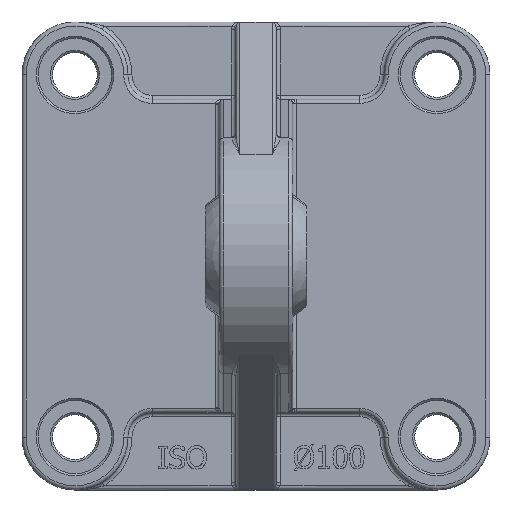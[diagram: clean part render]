
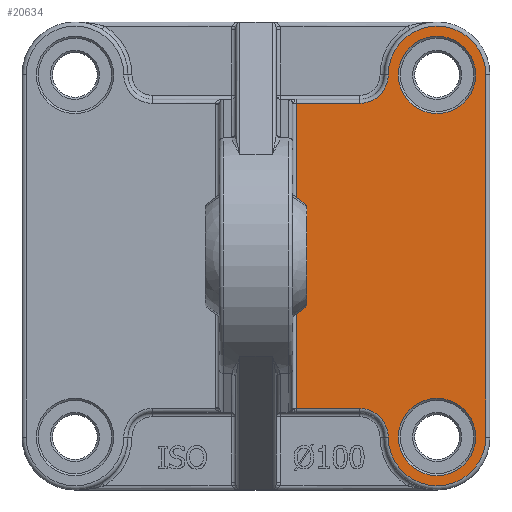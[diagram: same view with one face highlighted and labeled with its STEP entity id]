
A CAD part, top view. The second image highlights one B-rep face of the part: STEP entity #20634.
In plain terms, the highlighted planar face has unit normal (0, 0, 1).
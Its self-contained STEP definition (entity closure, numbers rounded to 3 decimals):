
#8010=CARTESIAN_POINT('',(10.,37.5,14.));
#8011=VERTEX_POINT('',#8010);
#8066=CARTESIAN_POINT('',(10.0,-37.5,14.));
#8067=VERTEX_POINT('',#8066);
#8075=CARTESIAN_POINT('',(10.0,-37.5,14.));
#8076=DIRECTION('',(0.0,1.0,0.0));
#8077=VECTOR('',#8076,75.);
#8078=LINE('',#8075,#8077);
#8079=EDGE_CURVE('',#8067,#8011,#8078,.T.);
#8230=CARTESIAN_POINT('',(25.5,-37.5,14.));
#8231=VERTEX_POINT('',#8230);
#8239=CARTESIAN_POINT('',(25.5,-37.5,14.));
#8240=DIRECTION('',(-1.0,0.0,0.0));
#8241=VECTOR('',#8240,15.5);
#8242=LINE('',#8239,#8241);
#8243=EDGE_CURVE('',#8231,#8067,#8242,.T.);
#8255=CARTESIAN_POINT('',(32.5,-44.5,14.));
#8256=VERTEX_POINT('',#8255);
#8264=CARTESIAN_POINT('',(25.5,-44.5,14.));
#8265=DIRECTION('',(0.0,0.0,1.0));
#8266=DIRECTION('',(0.707,0.707,0.0));
#8267=AXIS2_PLACEMENT_3D('',#8264,#8265,#8266);
#8268=CIRCLE('',#8267,7.0);
#8269=EDGE_CURVE('',#8256,#8231,#8268,.T.);
#8289=CARTESIAN_POINT('',(56.5,-44.5,14.));
#8290=VERTEX_POINT('',#8289);
#8298=CARTESIAN_POINT('',(44.5,-44.5,14.));
#8299=DIRECTION('',(0.0,0.0,-1.0));
#8300=DIRECTION('',(0.0,-1.0,0.0));
#8301=AXIS2_PLACEMENT_3D('',#8298,#8299,#8300);
#8302=CIRCLE('',#8301,12.0);
#8303=EDGE_CURVE('',#8290,#8256,#8302,.T.);
#8323=CARTESIAN_POINT('',(56.5,44.5,14.));
#8324=VERTEX_POINT('',#8323);
#8332=CARTESIAN_POINT('',(56.5,44.5,14.));
#8333=DIRECTION('',(0.0,-1.0,0.0));
#8334=VECTOR('',#8333,89.0);
#8335=LINE('',#8332,#8334);
#8336=EDGE_CURVE('',#8324,#8290,#8335,.T.);
#8355=CARTESIAN_POINT('',(32.5,44.5,14.));
#8356=VERTEX_POINT('',#8355);
#8364=CARTESIAN_POINT('',(44.5,44.5,14.));
#8365=DIRECTION('',(0.0,0.0,-1.0));
#8366=DIRECTION('',(0.0,1.0,0.0));
#8367=AXIS2_PLACEMENT_3D('',#8364,#8365,#8366);
#8368=CIRCLE('',#8367,12.0);
#8369=EDGE_CURVE('',#8356,#8324,#8368,.T.);
#8387=CARTESIAN_POINT('',(25.5,37.5,14.));
#8388=VERTEX_POINT('',#8387);
#8396=CARTESIAN_POINT('',(25.5,44.5,14.));
#8397=DIRECTION('',(0.0,0.0,1.0));
#8398=DIRECTION('',(0.707,-0.707,0.0));
#8399=AXIS2_PLACEMENT_3D('',#8396,#8397,#8398);
#8400=CIRCLE('',#8399,7.0);
#8401=EDGE_CURVE('',#8388,#8356,#8400,.T.);
#8420=CARTESIAN_POINT('',(10.,37.5,14.));
#8421=DIRECTION('',(1.0,0.0,0.0));
#8422=VECTOR('',#8421,15.5);
#8423=LINE('',#8420,#8422);
#8424=EDGE_CURVE('',#8011,#8388,#8423,.T.);
#20593=CARTESIAN_POINT('',(54.0,-44.5,14.));
#20594=VERTEX_POINT('',#20593);
#20595=CARTESIAN_POINT('',(44.5,-44.5,14.));
#20596=DIRECTION('',(0.0,0.0,1.0));
#20597=DIRECTION('',(-1.0,0.0,0.0));
#20598=AXIS2_PLACEMENT_3D('',#20595,#20596,#20597);
#20599=CIRCLE('',#20598,9.5);
#20600=EDGE_CURVE('',#20594,#20594,#20599,.T.);
#20605=CARTESIAN_POINT('',(0.0,0.,14.));
#20606=DIRECTION('',(0.0,0.0,1.0));
#20607=DIRECTION('',(1.0,0.0,0.0));
#20608=AXIS2_PLACEMENT_3D('',#20605,#20606,#20607);
#20609=PLANE('',#20608);
#20610=ORIENTED_EDGE('',*,*,#8079,.F.);
#20611=ORIENTED_EDGE('',*,*,#8243,.F.);
#20612=ORIENTED_EDGE('',*,*,#8269,.F.);
#20613=ORIENTED_EDGE('',*,*,#8303,.F.);
#20614=ORIENTED_EDGE('',*,*,#8336,.F.);
#20615=ORIENTED_EDGE('',*,*,#8369,.F.);
#20616=ORIENTED_EDGE('',*,*,#8401,.F.);
#20617=ORIENTED_EDGE('',*,*,#8424,.F.);
#20618=EDGE_LOOP('',(#20610,#20611,#20612,#20613,#20614,#20615,#20616,#20617));
#20619=FACE_OUTER_BOUND('',#20618,.T.);
#20620=CARTESIAN_POINT('',(54.0,44.5,14.));
#20621=VERTEX_POINT('',#20620);
#20622=CARTESIAN_POINT('',(44.5,44.5,14.));
#20623=DIRECTION('',(0.0,0.0,1.0));
#20624=DIRECTION('',(-1.0,0.0,0.0));
#20625=AXIS2_PLACEMENT_3D('',#20622,#20623,#20624);
#20626=CIRCLE('',#20625,9.5);
#20627=EDGE_CURVE('',#20621,#20621,#20626,.T.);
#20628=ORIENTED_EDGE('',*,*,#20627,.F.);
#20629=EDGE_LOOP('',(#20628));
#20630=FACE_BOUND('',#20629,.T.);
#20631=ORIENTED_EDGE('',*,*,#20600,.F.);
#20632=EDGE_LOOP('',(#20631));
#20633=FACE_BOUND('',#20632,.T.);
#20634=ADVANCED_FACE('',(#20619,#20630,#20633),#20609,.T.);
